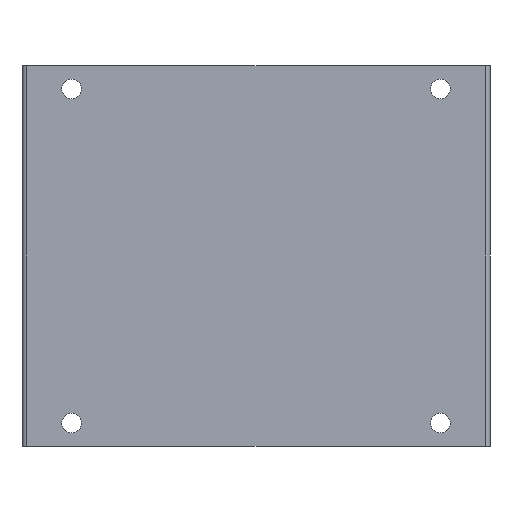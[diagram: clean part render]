
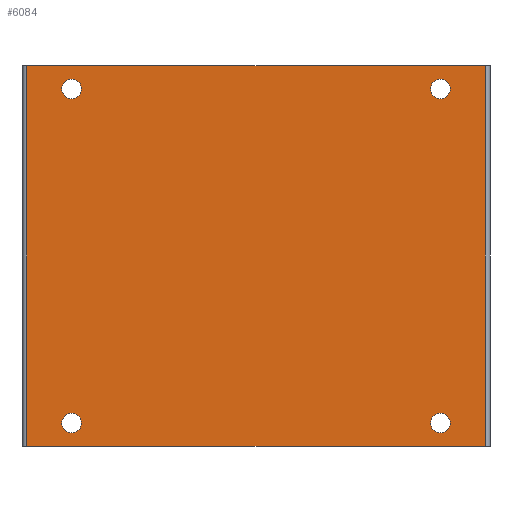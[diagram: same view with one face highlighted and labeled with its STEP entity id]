
A CAD part, front view. The second image highlights one B-rep face of the part: STEP entity #6084.
In plain terms, the highlighted planar face has unit normal (0, -1, 0).
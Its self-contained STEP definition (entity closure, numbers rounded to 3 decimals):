
#86 = VECTOR ( 'NONE', #7668, 1000. ) ;
#200 = AXIS2_PLACEMENT_3D ( 'NONE', #21438, #4093, #24322 ) ;
#624 = VERTEX_POINT ( 'NONE', #20211 ) ;
#751 = CIRCLE ( 'NONE', #6460, 4.25 ) ;
#1183 = DIRECTION ( 'NONE',  ( 0., 0., 1. ) ) ;
#1230 = DIRECTION ( 'NONE',  ( 0., 0., 1. ) ) ;
#1449 = CARTESIAN_POINT ( 'NONE',  ( 80., 0., 68.25 ) ) ;
#1493 = EDGE_CURVE ( 'NONE', #16370, #27295, #26875, .T. ) ;
#1971 = CARTESIAN_POINT ( 'NONE',  ( -99.5, 0., -82.5 ) ) ;
#2373 = AXIS2_PLACEMENT_3D ( 'NONE', #35899, #18536, #1183 ) ;
#3334 = CIRCLE ( 'NONE', #24545, 4.25 ) ;
#4077 = VERTEX_POINT ( 'NONE', #33656 ) ;
#4093 = DIRECTION ( 'NONE',  ( 0., 1., 0. ) ) ;
#4106 = ORIENTED_EDGE ( 'NONE', *, *, #5109, .T. ) ;
#4175 = CARTESIAN_POINT ( 'NONE',  ( -80., 0., -68.25 ) ) ;
#4459 = EDGE_CURVE ( 'NONE', #4077, #12687, #751, .T. ) ;
#4564 = LINE ( 'NONE', #26054, #26802 ) ;
#4803 = EDGE_CURVE ( 'NONE', #27295, #16370, #13873, .T. ) ;
#4855 = CARTESIAN_POINT ( 'NONE',  ( -80., 0., 72.5 ) ) ;
#5109 = EDGE_CURVE ( 'NONE', #12800, #31999, #30612, .T. ) ;
#5421 = CARTESIAN_POINT ( 'NONE',  ( -99.5, 0., 82.5 ) ) ;
#5614 = ORIENTED_EDGE ( 'NONE', *, *, #22936, .T. ) ;
#5775 = DIRECTION ( 'NONE',  ( 0., 0., -1. ) ) ;
#6084 = ADVANCED_FACE ( 'NONE', ( #31390, #9170, #23640, #15982, #8269 ), #8441, .F. ) ;
#6177 = EDGE_LOOP ( 'NONE', ( #12739, #32257 ) ) ;
#6460 = AXIS2_PLACEMENT_3D ( 'NONE', #4855, #25110, #7786 ) ;
#7192 = DIRECTION ( 'NONE',  ( 0., 0., 1. ) ) ;
#7668 = DIRECTION ( 'NONE',  ( -1., 0., 0. ) ) ;
#7786 = DIRECTION ( 'NONE',  ( 0., 0., 1. ) ) ;
#8269 = FACE_OUTER_BOUND ( 'NONE', #13637, .T. ) ;
#8441 = PLANE ( 'NONE',  #2373 ) ;
#8522 = CARTESIAN_POINT ( 'NONE',  ( 99.5, 0., -82.5 ) ) ;
#8786 = EDGE_CURVE ( 'NONE', #31999, #12800, #32357, .T. ) ;
#8904 = ORIENTED_EDGE ( 'NONE', *, *, #1493, .T. ) ;
#9170 = FACE_BOUND ( 'NONE', #9181, .T. ) ;
#9181 = EDGE_LOOP ( 'NONE', ( #23320, #27071 ) ) ;
#10484 = CARTESIAN_POINT ( 'NONE',  ( 80., 0., 76.75 ) ) ;
#10527 = VERTEX_POINT ( 'NONE', #32556 ) ;
#11158 = LINE ( 'NONE', #18834, #33383 ) ;
#11596 = ORIENTED_EDGE ( 'NONE', *, *, #15093, .F. ) ;
#11713 = DIRECTION ( 'NONE',  ( 0., 1., 0. ) ) ;
#12687 = VERTEX_POINT ( 'NONE', #27467 ) ;
#12739 = ORIENTED_EDGE ( 'NONE', *, *, #30087, .T. ) ;
#12800 = VERTEX_POINT ( 'NONE', #10484 ) ;
#13548 = CARTESIAN_POINT ( 'NONE',  ( 80., 0., -72.5 ) ) ;
#13588 = VERTEX_POINT ( 'NONE', #8522 ) ;
#13593 = DIRECTION ( 'NONE',  ( 0., 1., 0. ) ) ;
#13637 = EDGE_LOOP ( 'NONE', ( #17465, #5614, #11596, #17349 ) ) ;
#13694 = DIRECTION ( 'NONE',  ( -1., 0., 0. ) ) ;
#13873 = CIRCLE ( 'NONE', #20515, 4.25 ) ;
#14524 = EDGE_CURVE ( 'NONE', #624, #26780, #36419, .T. ) ;
#14601 = VERTEX_POINT ( 'NONE', #5421 ) ;
#15093 = EDGE_CURVE ( 'NONE', #13588, #26200, #30007, .T. ) ;
#15982 = FACE_BOUND ( 'NONE', #23468, .T. ) ;
#16370 = VERTEX_POINT ( 'NONE', #31613 ) ;
#16442 = DIRECTION ( 'NONE',  ( 0., 0., 1. ) ) ;
#16974 = CARTESIAN_POINT ( 'NONE',  ( -80., 0., -72.5 ) ) ;
#17349 = ORIENTED_EDGE ( 'NONE', *, *, #28022, .T. ) ;
#17465 = ORIENTED_EDGE ( 'NONE', *, *, #20594, .T. ) ;
#18536 = DIRECTION ( 'NONE',  ( 0., 1., 0. ) ) ;
#18590 = DIRECTION ( 'NONE',  ( 0., 1., 0. ) ) ;
#18834 = CARTESIAN_POINT ( 'NONE',  ( 99.5, 0., 82.5 ) ) ;
#19679 = ORIENTED_EDGE ( 'NONE', *, *, #4803, .T. ) ;
#19872 = DIRECTION ( 'NONE',  ( 0., 0., 1. ) ) ;
#20211 = CARTESIAN_POINT ( 'NONE',  ( 80., 0., -76.75 ) ) ;
#20515 = AXIS2_PLACEMENT_3D ( 'NONE', #16974, #37235, #19872 ) ;
#20594 = EDGE_CURVE ( 'NONE', #10527, #14601, #21597, .T. ) ;
#21438 = CARTESIAN_POINT ( 'NONE',  ( -80., 0., 72.5 ) ) ;
#21597 = LINE ( 'NONE', #33935, #29361 ) ;
#21758 = CIRCLE ( 'NONE', #200, 4.25 ) ;
#22692 = ORIENTED_EDGE ( 'NONE', *, *, #8786, .T. ) ;
#22936 = EDGE_CURVE ( 'NONE', #14601, #26200, #4564, .T. ) ;
#23320 = ORIENTED_EDGE ( 'NONE', *, *, #26622, .T. ) ;
#23329 = DIRECTION ( 'NONE',  ( 0., 0., 1. ) ) ;
#23468 = EDGE_LOOP ( 'NONE', ( #19679, #8904 ) ) ;
#23640 = FACE_BOUND ( 'NONE', #6177, .T. ) ;
#24322 = DIRECTION ( 'NONE',  ( 0., 0., 1. ) ) ;
#24545 = AXIS2_PLACEMENT_3D ( 'NONE', #29096, #11713, #31973 ) ;
#24997 = CARTESIAN_POINT ( 'NONE',  ( 101.5, 0., -82.5 ) ) ;
#25110 = DIRECTION ( 'NONE',  ( 0., 1., 0. ) ) ;
#26054 = CARTESIAN_POINT ( 'NONE',  ( -99.5, 0., 82.5 ) ) ;
#26200 = VERTEX_POINT ( 'NONE', #1971 ) ;
#26540 = CARTESIAN_POINT ( 'NONE',  ( -80., 0., -72.5 ) ) ;
#26622 = EDGE_CURVE ( 'NONE', #12687, #4077, #21758, .T. ) ;
#26664 = AXIS2_PLACEMENT_3D ( 'NONE', #30962, #13593, #33848 ) ;
#26769 = EDGE_LOOP ( 'NONE', ( #4106, #22692 ) ) ;
#26780 = VERTEX_POINT ( 'NONE', #36522 ) ;
#26802 = VECTOR ( 'NONE', #5775, 1000. ) ;
#26875 = CIRCLE ( 'NONE', #34481, 4.25 ) ;
#26879 = AXIS2_PLACEMENT_3D ( 'NONE', #35948, #18590, #1230 ) ;
#27071 = ORIENTED_EDGE ( 'NONE', *, *, #4459, .T. ) ;
#27295 = VERTEX_POINT ( 'NONE', #4175 ) ;
#27467 = CARTESIAN_POINT ( 'NONE',  ( -80., 0., 76.75 ) ) ;
#28022 = EDGE_CURVE ( 'NONE', #13588, #10527, #11158, .T. ) ;
#28387 = AXIS2_PLACEMENT_3D ( 'NONE', #13548, #33813, #16442 ) ;
#29096 = CARTESIAN_POINT ( 'NONE',  ( 80., 0., -72.5 ) ) ;
#29361 = VECTOR ( 'NONE', #13694, 1000. ) ;
#29586 = DIRECTION ( 'NONE',  ( 0., 1., 0. ) ) ;
#30007 = LINE ( 'NONE', #24997, #86 ) ;
#30087 = EDGE_CURVE ( 'NONE', #26780, #624, #3334, .T. ) ;
#30612 = CIRCLE ( 'NONE', #26879, 4.25 ) ;
#30962 = CARTESIAN_POINT ( 'NONE',  ( 80., 0., 72.5 ) ) ;
#31390 = FACE_BOUND ( 'NONE', #26769, .T. ) ;
#31613 = CARTESIAN_POINT ( 'NONE',  ( -80., 0., -76.75 ) ) ;
#31973 = DIRECTION ( 'NONE',  ( 0., 0., 1. ) ) ;
#31999 = VERTEX_POINT ( 'NONE', #1449 ) ;
#32257 = ORIENTED_EDGE ( 'NONE', *, *, #14524, .T. ) ;
#32357 = CIRCLE ( 'NONE', #26664, 4.25 ) ;
#32556 = CARTESIAN_POINT ( 'NONE',  ( 99.5, 0., 82.5 ) ) ;
#33383 = VECTOR ( 'NONE', #7192, 1000. ) ;
#33656 = CARTESIAN_POINT ( 'NONE',  ( -80., 0., 68.25 ) ) ;
#33813 = DIRECTION ( 'NONE',  ( 0., 1., 0. ) ) ;
#33848 = DIRECTION ( 'NONE',  ( 0., 0., 1. ) ) ;
#33935 = CARTESIAN_POINT ( 'NONE',  ( 101.5, 0., 82.5 ) ) ;
#34481 = AXIS2_PLACEMENT_3D ( 'NONE', #26540, #29586, #23329 ) ;
#35899 = CARTESIAN_POINT ( 'NONE',  ( 101.5, 0., 82.5 ) ) ;
#35948 = CARTESIAN_POINT ( 'NONE',  ( 80., 0., 72.5 ) ) ;
#36419 = CIRCLE ( 'NONE', #28387, 4.25 ) ;
#36522 = CARTESIAN_POINT ( 'NONE',  ( 80., 0., -68.25 ) ) ;
#37235 = DIRECTION ( 'NONE',  ( 0., 1., 0. ) ) ;
